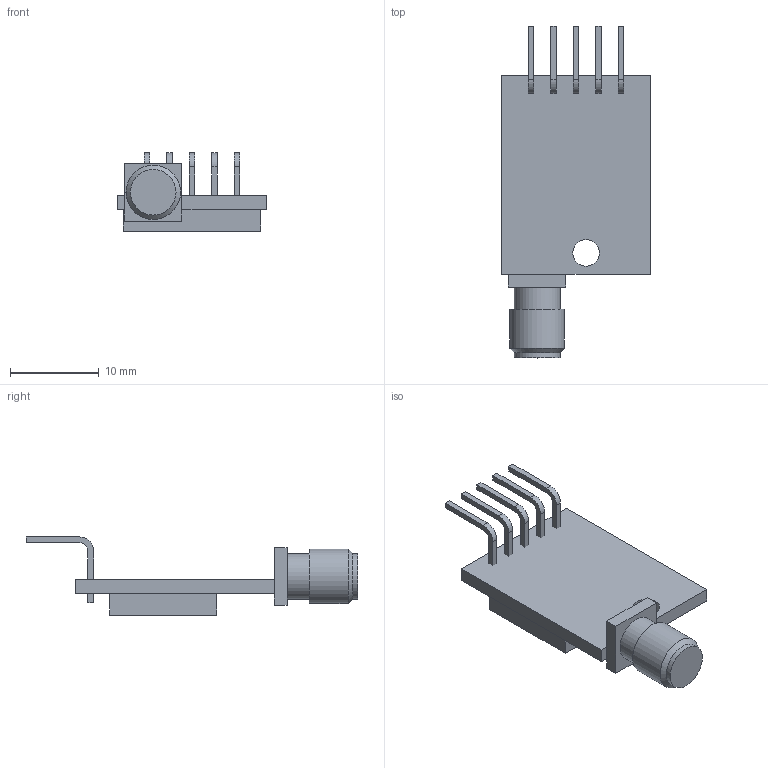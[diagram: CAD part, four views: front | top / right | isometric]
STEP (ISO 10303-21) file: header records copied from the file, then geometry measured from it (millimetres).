
FILE_DESCRIPTION(/* description */ (''),/* implementation_level */ '2;1');
FILE_NAME(/* name */ 'gps-module v4.step',/* time_stamp */ '2022-10-15T10:20:24-07:00',/* author */ (''),/* organization */ (''),/* preprocessor_version */ 'ST-DEVELOPER v19',/* originating_system */ 'Autodesk Translation Framework v11.7.0.108',/* authorisation */ '');
FILE_SCHEMA (('AUTOMOTIVE_DESIGN { 1 0 10303 214 3 1 1 }'));
Length unit declared in the file: millimetre
Products named in the file (4): gps-module; sma; gpio_pin; gps-module_1
Assembly tree (3 placements, depth 3):
  gps-module
    sma
      gpio_pin
    gps-module_1
Bounding box: 16.76 x 37.49 x 8.82 mm (x, y, z)
Volume: 1340.6 mm3; surface area: 1851.2 mm2
Topology: 8 solids, 8 shells, 76 faces, 170 edges, 113 vertices
Faces by surface type: plane 61, cylinder 14, cone 1
Full cylindrical faces by diameter (mm): 3 x1, 5.15 x2, 6.153 x1
Entity records: 2216 total; most frequent: CARTESIAN_POINT 366, DIRECTION 365, ORIENTED_EDGE 340, EDGE_CURVE 170, LINE 141, VECTOR 141, VERTEX_POINT 113, AXIS2_PLACEMENT_3D 112
